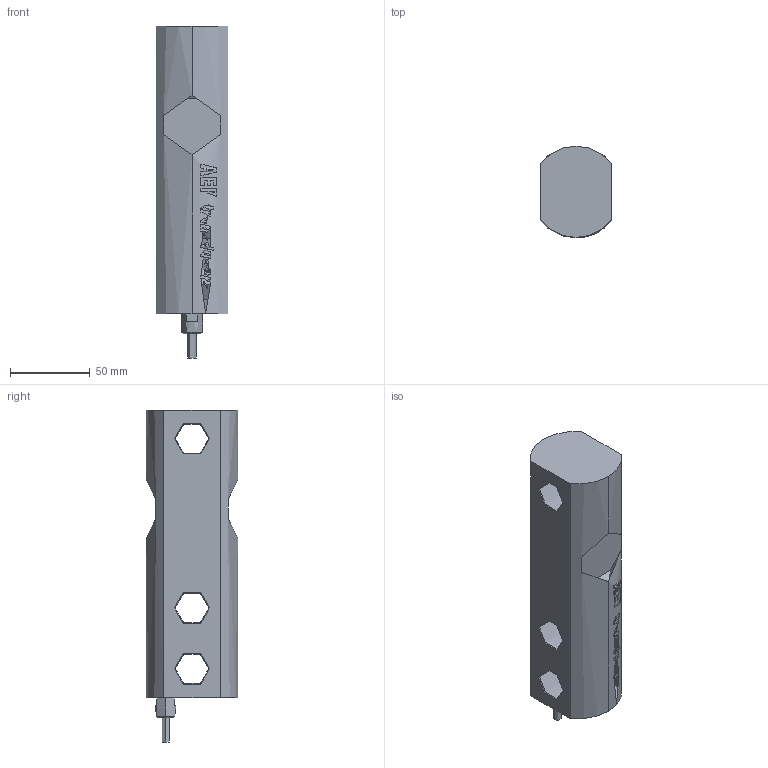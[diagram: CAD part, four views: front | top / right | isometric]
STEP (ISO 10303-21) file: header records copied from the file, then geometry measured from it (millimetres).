
FILE_DESCRIPTION(('STEP AP214'),'1');
FILE_NAME('FT1 3t to 7.5t.stp','2015-05-18T08:57:38',(' '),(' '),'Spatial InterOp 3D',' ',' ');
FILE_SCHEMA(('automotive_design'));
Length unit declared in the file: metre
Products named in the file (1): Body
Bounding box: 45 x 57.2 x 207.77 mm (x, y, z)
Topology: 0 solids, 89 shells, 216 faces, 699 edges, 582 vertices
Faces by surface type: bspline 87, plane 74, cylinder 41, cone 14
Full cylindrical faces by diameter (mm): 2552.936 x2
Entity records: 12271 total; most frequent: CARTESIAN_POINT 5547, ORIENTED_EDGE 1114, DIRECTION 869, EDGE_CURVE 557, VERTEX_POINT 366, LINE 295, VECTOR 295, AXIS2_PLACEMENT_3D 287
